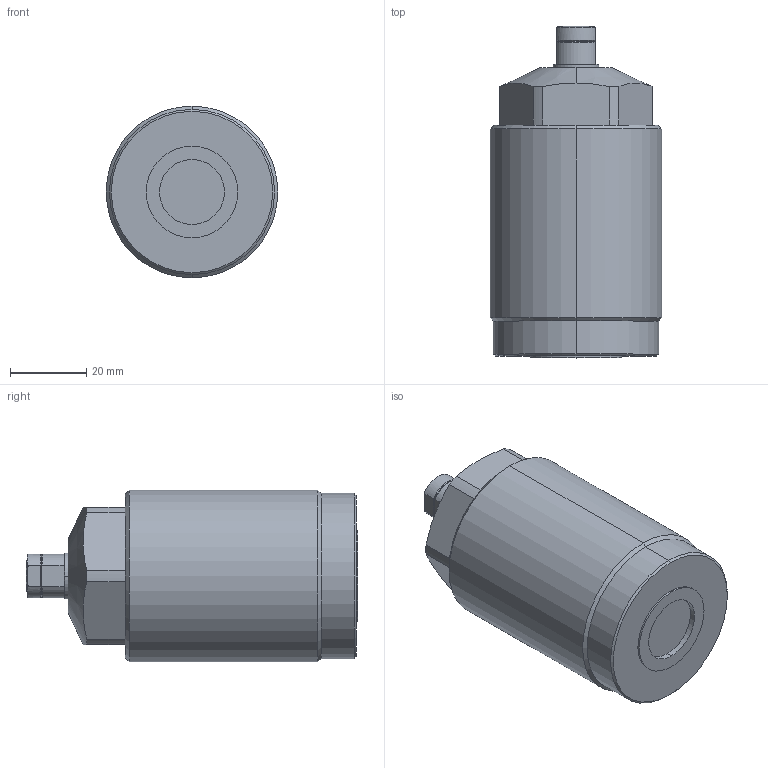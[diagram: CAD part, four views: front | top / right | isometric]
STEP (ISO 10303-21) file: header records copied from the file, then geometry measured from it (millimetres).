
FILE_DESCRIPTION (( 'STEP AP203' ), '1' );
FILE_NAME ('HSW-45BL-S.STEP', '2022-11-21T08:49:59', ( '微软用户' ), ( '微软中国' ), 'SwSTEP 2.0', 'SolidWorks 2012', '' );
FILE_SCHEMA (( 'CONFIG_CONTROL_DESIGN' ));
Length unit declared in the file: millimetre
Products named in the file (4): HSW-45BL-S掛极; HSW-45BL-S活塞杆; HSW-45BL-埴芛蹟邡; HSW-45BL-S
Assembly tree (3 placements, depth 2):
  HSW-45BL-S
    HSW-45BL-S掛极
    HSW-45BL-S活塞杆
    HSW-45BL-埴芛蹟邡
Bounding box: 45 x 87 x 45 mm (x, y, z)
Volume: 110721.6 mm3; surface area: 15366.8 mm2
Topology: 3 solids, 3 shells, 79 faces, 174 edges, 109 vertices
Faces by surface type: cylinder 30, plane 25, cone 20, sphere 2, torus 2
Entity records: 2668 total; most frequent: CARTESIAN_POINT 476, DIRECTION 410, ORIENTED_EDGE 348, EDGE_CURVE 174, AXIS2_PLACEMENT_3D 171, VERTEX_POINT 109, EDGE_LOOP 87, CIRCLE 86
